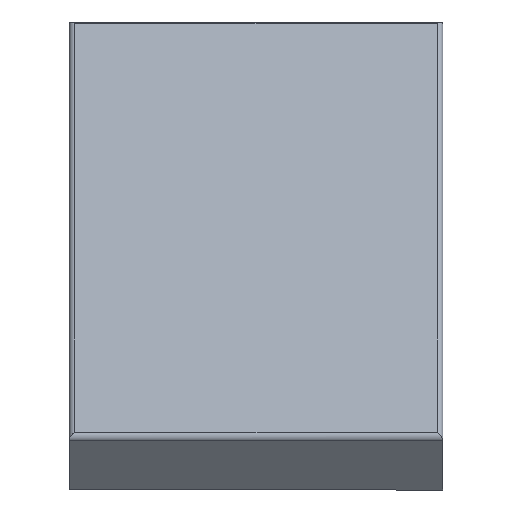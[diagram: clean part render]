
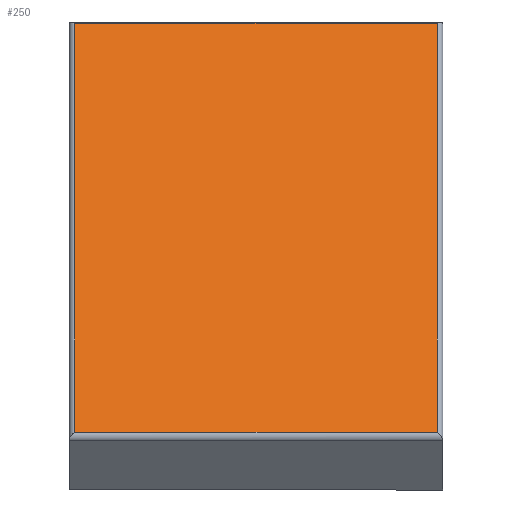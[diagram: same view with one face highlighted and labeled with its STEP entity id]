
A CAD part, front view. The second image highlights one B-rep face of the part: STEP entity #250.
In plain terms, the highlighted planar face has unit normal (0, -0.636, 0.771).
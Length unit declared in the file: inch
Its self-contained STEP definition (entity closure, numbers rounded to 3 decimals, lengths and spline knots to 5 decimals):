
#4 = CARTESIAN_POINT ( 'NONE',  ( 15.46956, 13.49072, -5.3619 ) ) ;
#8 = VECTOR ( 'NONE', #179, 39.37008 ) ;
#18 = DIRECTION ( 'NONE',  ( 1., 0., 0. ) ) ;
#19 = CARTESIAN_POINT ( 'NONE',  ( 0., 2.88268, -14.11015 ) ) ;
#34 = CARTESIAN_POINT ( 'NONE',  ( 0., 8.0929, -9.81338 ) ) ;
#39 = VECTOR ( 'NONE', #49, 39.37008 ) ;
#49 = DIRECTION ( 'NONE',  ( 0., 0.771, 0.636 ) ) ;
#51 = CARTESIAN_POINT ( 'NONE',  ( 15.46956, 8.0929, -9.81338 ) ) ;
#61 = EDGE_LOOP ( 'NONE', ( #282, #68, #217, #170 ) ) ;
#65 = LINE ( 'NONE', #227, #85 ) ;
#67 = LINE ( 'NONE', #19, #8 ) ;
#68 = ORIENTED_EDGE ( 'NONE', *, *, #133, .F. ) ;
#72 = VERTEX_POINT ( 'NONE', #266 ) ;
#85 = VECTOR ( 'NONE', #18, 39.37008 ) ;
#95 = LINE ( 'NONE', #205, #215 ) ;
#96 = EDGE_CURVE ( 'NONE', #120, #98, #67, .T. ) ;
#98 = VERTEX_POINT ( 'NONE', #152 ) ;
#118 = LINE ( 'NONE', #51, #39 ) ;
#120 = VERTEX_POINT ( 'NONE', #132 ) ;
#132 = CARTESIAN_POINT ( 'NONE',  ( 23.21956, 2.88268, -14.11015 ) ) ;
#133 = EDGE_CURVE ( 'NONE', #219, #72, #65, .T. ) ;
#152 = CARTESIAN_POINT ( 'NONE',  ( 15.46956, 2.88268, -14.11015 ) ) ;
#165 = PLANE ( 'NONE',  #168 ) ;
#168 = AXIS2_PLACEMENT_3D ( 'NONE', #34, #232, #191 ) ;
#170 = ORIENTED_EDGE ( 'NONE', *, *, #96, .F. ) ;
#179 = DIRECTION ( 'NONE',  ( -1., 0., 0. ) ) ;
#191 = DIRECTION ( 'NONE',  ( 0., -0.771, -0.636 ) ) ;
#205 = CARTESIAN_POINT ( 'NONE',  ( 23.21956, 8.0929, -9.81338 ) ) ;
#207 = DIRECTION ( 'NONE',  ( 0., -0.771, -0.636 ) ) ;
#215 = VECTOR ( 'NONE', #207, 39.37008 ) ;
#217 = ORIENTED_EDGE ( 'NONE', *, *, #265, .F. ) ;
#219 = VERTEX_POINT ( 'NONE', #4 ) ;
#227 = CARTESIAN_POINT ( 'NONE',  ( 0., 13.49072, -5.3619 ) ) ;
#232 = DIRECTION ( 'NONE',  ( 0., -0.636, 0.771 ) ) ;
#250 = ADVANCED_FACE ( 'NONE', ( #254 ), #165, .T. ) ;
#254 = FACE_OUTER_BOUND ( 'NONE', #61, .T. ) ;
#265 = EDGE_CURVE ( 'NONE', #98, #219, #118, .T. ) ;
#266 = CARTESIAN_POINT ( 'NONE',  ( 23.21956, 13.49072, -5.3619 ) ) ;
#277 = EDGE_CURVE ( 'NONE', #72, #120, #95, .T. ) ;
#282 = ORIENTED_EDGE ( 'NONE', *, *, #277, .F. ) ;
